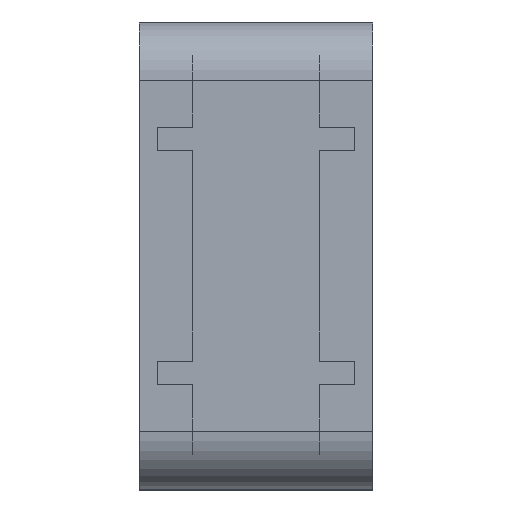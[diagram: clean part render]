
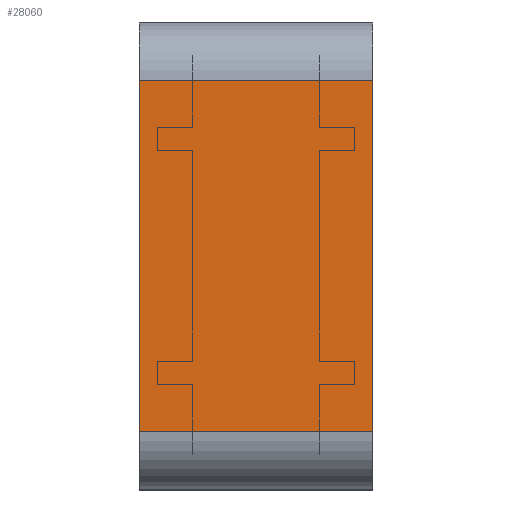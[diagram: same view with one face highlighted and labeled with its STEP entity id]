
A CAD part, left-side view. The second image highlights one B-rep face of the part: STEP entity #28060.
In plain terms, the highlighted planar face has unit normal (-1, 0, 0).
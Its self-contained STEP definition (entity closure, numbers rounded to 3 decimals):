
#6596=ORIENTED_EDGE('',*,*,#12820,.F.);
#6597=ORIENTED_EDGE('',*,*,#11623,.F.);
#6598=ORIENTED_EDGE('',*,*,#12821,.T.);
#6599=ORIENTED_EDGE('',*,*,#11681,.F.);
#11623=EDGE_CURVE('',#15703,#15704,#17916,.T.);
#11681=EDGE_CURVE('',#15757,#15758,#17964,.T.);
#12820=EDGE_CURVE('',#15704,#15757,#18902,.T.);
#12821=EDGE_CURVE('',#15703,#15758,#18903,.T.);
#15703=VERTEX_POINT('',#42847);
#15704=VERTEX_POINT('',#42849);
#15757=VERTEX_POINT('',#42960);
#15758=VERTEX_POINT('',#42962);
#17916=LINE('',#42848,#20958);
#17964=LINE('',#42961,#21006);
#18902=LINE('',#45311,#21944);
#18903=LINE('',#45312,#21945);
#20958=VECTOR('',#33791,1000.);
#21006=VECTOR('',#33861,1000.);
#21944=VECTOR('',#36567,1000.);
#21945=VECTOR('',#36568,1000.);
#23950=EDGE_LOOP('',(#6596,#6597,#6598,#6599));
#25654=FACE_BOUND('',#23950,.T.);
#26872=PLANE('',#30405);
#28060=ADVANCED_FACE('',(#25654),#26872,.T.);
#30405=AXIS2_PLACEMENT_3D('',#45310,#36565,#36566);
#33791=DIRECTION('',(0.,0.,1.));
#33861=DIRECTION('',(0.,0.,-1.));
#36565=DIRECTION('',(-1.,0.,0.));
#36566=DIRECTION('',(0.,0.,-1.));
#36567=DIRECTION('',(0.,-1.,0.));
#36568=DIRECTION('',(0.,-1.,0.));
#42847=CARTESIAN_POINT('',(-285.,10.,-12.486));
#42848=CARTESIAN_POINT('',(-284.999,10.,0.014));
#42849=CARTESIAN_POINT('',(-284.999,10.,2.514));
#42960=CARTESIAN_POINT('',(-284.999,0.,2.514));
#42961=CARTESIAN_POINT('',(-285.,0.,-4.986));
#42962=CARTESIAN_POINT('',(-285.,0.,-12.486));
#45310=CARTESIAN_POINT('',(-285.,10.,-4.986));
#45311=CARTESIAN_POINT('',(-284.999,10.,2.514));
#45312=CARTESIAN_POINT('',(-285.,10.,-12.486));
